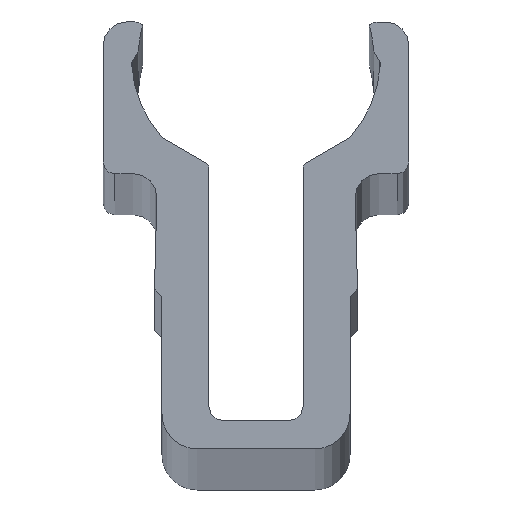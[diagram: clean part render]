
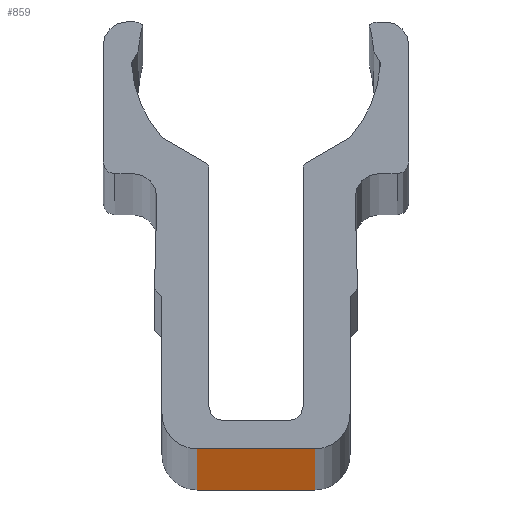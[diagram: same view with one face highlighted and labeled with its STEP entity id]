
A CAD part, top view. The second image highlights one B-rep face of the part: STEP entity #859.
In plain terms, the highlighted planar face has unit normal (0, -1, 0).
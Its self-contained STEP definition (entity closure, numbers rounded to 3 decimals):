
#113=FACE_OUTER_BOUND($,#157,.T.);
#157=EDGE_LOOP($,(#703,#704,#705,#706));
#243=LINE($,#1449,#329);
#244=LINE($,#1452,#330);
#245=LINE($,#1454,#331);
#246=LINE($,#1455,#332);
#329=VECTOR($,#1190,1000.);
#330=VECTOR($,#1193,5.);
#331=VECTOR($,#1194,5.);
#332=VECTOR($,#1195,1000.);
#413=VERTEX_POINT($,#1445);
#414=VERTEX_POINT($,#1447);
#415=VERTEX_POINT($,#1451);
#416=VERTEX_POINT($,#1453);
#537=EDGE_CURVE($,#413,#414,#243,.T.);
#538=EDGE_CURVE($,#415,#413,#244,.T.);
#539=EDGE_CURVE($,#416,#414,#245,.T.);
#540=EDGE_CURVE($,#415,#416,#246,.T.);
#703=ORIENTED_EDGE($,*,*,#538,.T.);
#704=ORIENTED_EDGE($,*,*,#537,.T.);
#705=ORIENTED_EDGE($,*,*,#539,.F.);
#706=ORIENTED_EDGE($,*,*,#540,.F.);
#816=PLANE($,#944);
#859=ADVANCED_FACE($,(#113),#816,.T.);
#944=AXIS2_PLACEMENT_3D($,#1450,#1191,#1192);
#1190=DIRECTION($,(0.,0.,1.));
#1191=DIRECTION('center_axis',(0.,-1.,0.));
#1192=DIRECTION('ref_axis',(1.,0.,0.));
#1193=DIRECTION($,(1.,0.,0.));
#1194=DIRECTION($,(1.,0.,0.));
#1195=DIRECTION($,(0.,0.,1.));
#1445=CARTESIAN_POINT('',(5.,0.,0.));
#1447=CARTESIAN_POINT('',(5.,0.,1000.));
#1449=CARTESIAN_POINT($,(5.,0.,0.));
#1450=CARTESIAN_POINT('Origin',(0.,0.,
0.));
#1451=CARTESIAN_POINT('',(0.,0.,0.));
#1452=CARTESIAN_POINT($,(0.,0.,0.));
#1453=CARTESIAN_POINT('',(0.,0.,
1000.));
#1454=CARTESIAN_POINT($,(0.,0.,1000.));
#1455=CARTESIAN_POINT($,(0.,0.,0.));
